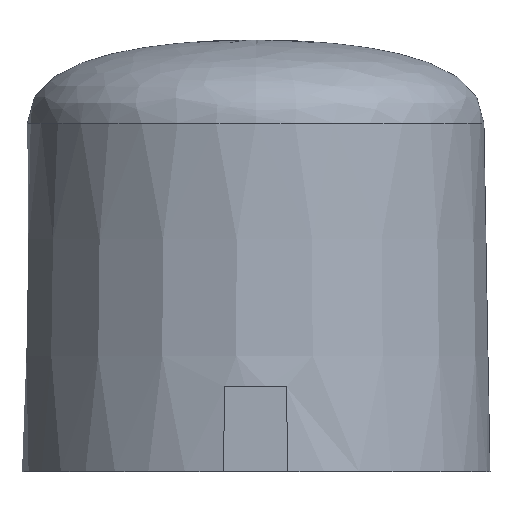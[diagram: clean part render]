
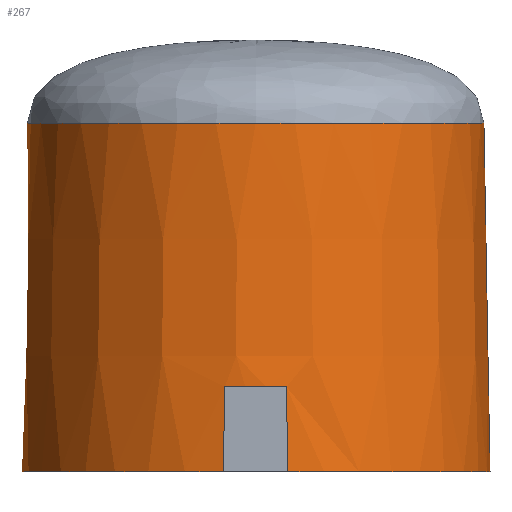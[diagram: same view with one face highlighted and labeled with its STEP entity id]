
A CAD part, front view. The second image highlights one B-rep face of the part: STEP entity #267.
In plain terms, the highlighted conical face has half-angle 1 degrees and reference radius 5.5 mm.
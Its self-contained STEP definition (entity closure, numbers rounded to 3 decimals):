
#16=(
BOUNDED_CURVE()
B_SPLINE_CURVE(2,(#424,#425,#426),.UNSPECIFIED.,.F.,.F.)
B_SPLINE_CURVE_WITH_KNOTS((3,3),(9596.319,9598.688),
 .UNSPECIFIED.)
CURVE()
GEOMETRIC_REPRESENTATION_ITEM()
RATIONAL_B_SPLINE_CURVE((1.,1.,1.))
REPRESENTATION_ITEM('')
);
#17=(
BOUNDED_CURVE()
B_SPLINE_CURVE(2,(#437,#438,#439),.UNSPECIFIED.,.F.,.F.)
B_SPLINE_CURVE_WITH_KNOTS((3,3),(10442.305,10444.674),
 .UNSPECIFIED.)
CURVE()
GEOMETRIC_REPRESENTATION_ITEM()
RATIONAL_B_SPLINE_CURVE((1.,1.,1.))
REPRESENTATION_ITEM('')
);
#18=(
BOUNDED_CURVE()
B_SPLINE_CURVE(2,(#444,#445,#446),.UNSPECIFIED.,.F.,.F.)
B_SPLINE_CURVE_WITH_KNOTS((3,3),(9596.319,9598.688),
 .UNSPECIFIED.)
CURVE()
GEOMETRIC_REPRESENTATION_ITEM()
RATIONAL_B_SPLINE_CURVE((1.,1.,1.))
REPRESENTATION_ITEM('')
);
#19=(
BOUNDED_CURVE()
B_SPLINE_CURVE(2,(#456,#457,#458),.UNSPECIFIED.,.F.,.F.)
B_SPLINE_CURVE_WITH_KNOTS((3,3),(10442.305,10444.674),
 .UNSPECIFIED.)
CURVE()
GEOMETRIC_REPRESENTATION_ITEM()
RATIONAL_B_SPLINE_CURVE((1.,1.,1.))
REPRESENTATION_ITEM('')
);
#46=FACE_OUTER_BOUND('',#62,.T.);
#62=EDGE_LOOP('',(#234,#235,#236,#237,#238,#239,#240,#241,#242,#243,#244,
#245,#246));
#82=LINE('',#464,#101);
#101=VECTOR('',#380,5.5);
#106=CIRCLE('',#290,5.509);
#107=CIRCLE('',#291,5.509);
#108=CIRCLE('',#292,5.509);
#111=CIRCLE('',#299,5.474);
#112=CIRCLE('',#306,5.474);
#113=CIRCLE('',#308,5.366);
#114=CIRCLE('',#309,5.366);
#119=VERTEX_POINT('',#399);
#120=VERTEX_POINT('',#400);
#121=VERTEX_POINT('',#402);
#124=VERTEX_POINT('',#408);
#125=VERTEX_POINT('',#410);
#129=VERTEX_POINT('',#423);
#131=VERTEX_POINT('',#431);
#133=VERTEX_POINT('',#443);
#136=VERTEX_POINT('',#455);
#137=VERTEX_POINT('',#463);
#138=VERTEX_POINT('',#465);
#146=EDGE_CURVE('',#119,#120,#106,.T.);
#147=EDGE_CURVE('',#120,#121,#107,.T.);
#151=EDGE_CURVE('',#124,#125,#108,.T.);
#157=EDGE_CURVE('',#129,#125,#16,.F.);
#160=EDGE_CURVE('',#131,#129,#111,.F.);
#163=EDGE_CURVE('',#119,#131,#17,.F.);
#165=EDGE_CURVE('',#133,#121,#18,.F.);
#170=EDGE_CURVE('',#124,#136,#19,.F.);
#172=EDGE_CURVE('',#136,#133,#112,.F.);
#173=EDGE_CURVE('',#120,#137,#82,.T.);
#174=EDGE_CURVE('',#138,#137,#113,.T.);
#175=EDGE_CURVE('',#137,#138,#114,.T.);
#234=ORIENTED_EDGE('',*,*,#157,.T.);
#235=ORIENTED_EDGE('',*,*,#151,.F.);
#236=ORIENTED_EDGE('',*,*,#170,.T.);
#237=ORIENTED_EDGE('',*,*,#172,.T.);
#238=ORIENTED_EDGE('',*,*,#165,.T.);
#239=ORIENTED_EDGE('',*,*,#147,.F.);
#240=ORIENTED_EDGE('',*,*,#173,.T.);
#241=ORIENTED_EDGE('',*,*,#174,.F.);
#242=ORIENTED_EDGE('',*,*,#175,.F.);
#243=ORIENTED_EDGE('',*,*,#173,.F.);
#244=ORIENTED_EDGE('',*,*,#146,.F.);
#245=ORIENTED_EDGE('',*,*,#163,.T.);
#246=ORIENTED_EDGE('',*,*,#160,.T.);
#253=CONICAL_SURFACE('',#307,5.5,0.017);
#267=ADVANCED_FACE('',(#46),#253,.T.);
#290=AXIS2_PLACEMENT_3D('',#401,#328,#329);
#291=AXIS2_PLACEMENT_3D('',#403,#330,#331);
#292=AXIS2_PLACEMENT_3D('',#411,#335,#336);
#299=AXIS2_PLACEMENT_3D('',#432,#354,#355);
#306=AXIS2_PLACEMENT_3D('',#461,#376,#377);
#307=AXIS2_PLACEMENT_3D('',#462,#378,#379);
#308=AXIS2_PLACEMENT_3D('',#466,#381,#382);
#309=AXIS2_PLACEMENT_3D('',#467,#383,#384);
#328=DIRECTION('center_axis',(0.,0.,-1.));
#329=DIRECTION('ref_axis',(-1.,0.,0.));
#330=DIRECTION('center_axis',(0.,0.,-1.));
#331=DIRECTION('ref_axis',(-1.,0.,0.));
#335=DIRECTION('center_axis',(0.,0.,-1.));
#336=DIRECTION('ref_axis',(-1.,0.,0.));
#354=DIRECTION('center_axis',(0.,0.,-1.));
#355=DIRECTION('ref_axis',(-1.,0.,0.));
#376=DIRECTION('center_axis',(0.,0.,-1.));
#377=DIRECTION('ref_axis',(-1.,0.,0.));
#378=DIRECTION('center_axis',(0.,0.,-1.));
#379=DIRECTION('ref_axis',(-1.,0.,0.));
#380=DIRECTION('',(-0.017,0.,1.));
#381=DIRECTION('center_axis',(0.,0.,1.));
#382=DIRECTION('ref_axis',(0.,-1.,0.));
#383=DIRECTION('center_axis',(0.,0.,1.));
#384=DIRECTION('ref_axis',(0.,-1.,0.));
#399=CARTESIAN_POINT('',(53.627,5.652,10.09));
#400=CARTESIAN_POINT('',(58.377,0.195,10.09));
#401=CARTESIAN_POINT('Origin',(52.869,0.195,10.09));
#402=CARTESIAN_POINT('',(53.627,-5.261,10.09));
#403=CARTESIAN_POINT('Origin',(52.869,0.195,10.09));
#408=CARTESIAN_POINT('',(52.11,-5.261,10.09));
#410=CARTESIAN_POINT('',(52.11,5.652,10.09));
#411=CARTESIAN_POINT('Origin',(52.869,0.195,10.09));
#423=CARTESIAN_POINT('',(52.145,5.621,12.09));
#424=CARTESIAN_POINT('Ctrl Pts',(52.11,5.652,10.09));
#425=CARTESIAN_POINT('Ctrl Pts',(52.127,5.636,11.093));
#426=CARTESIAN_POINT('Ctrl Pts',(52.145,5.621,12.09));
#431=CARTESIAN_POINT('',(53.593,5.621,12.09));
#432=CARTESIAN_POINT('Origin',(52.869,0.195,12.09));
#437=CARTESIAN_POINT('Ctrl Pts',(53.593,5.621,12.09));
#438=CARTESIAN_POINT('Ctrl Pts',(53.61,5.636,11.093));
#439=CARTESIAN_POINT('Ctrl Pts',(53.627,5.652,10.09));
#443=CARTESIAN_POINT('',(53.593,-5.23,12.09));
#444=CARTESIAN_POINT('Ctrl Pts',(53.627,-5.261,10.09));
#445=CARTESIAN_POINT('Ctrl Pts',(53.61,-5.246,11.093));
#446=CARTESIAN_POINT('Ctrl Pts',(53.593,-5.23,12.09));
#455=CARTESIAN_POINT('',(52.145,-5.23,12.09));
#456=CARTESIAN_POINT('Ctrl Pts',(52.145,-5.23,12.09));
#457=CARTESIAN_POINT('Ctrl Pts',(52.127,-5.246,11.093));
#458=CARTESIAN_POINT('Ctrl Pts',(52.11,-5.261,10.09));
#461=CARTESIAN_POINT('Origin',(52.869,0.195,12.09));
#462=CARTESIAN_POINT('Origin',(52.869,0.195,10.59));
#463=CARTESIAN_POINT('',(58.234,0.195,18.285));
#464=CARTESIAN_POINT('',(58.369,0.195,10.59));
#465=CARTESIAN_POINT('',(52.869,-5.17,18.285));
#466=CARTESIAN_POINT('Origin',(52.869,0.195,18.285));
#467=CARTESIAN_POINT('Origin',(52.869,0.195,18.285));
